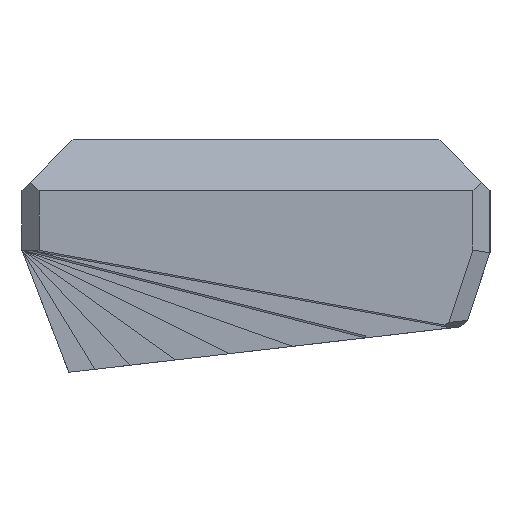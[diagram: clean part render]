
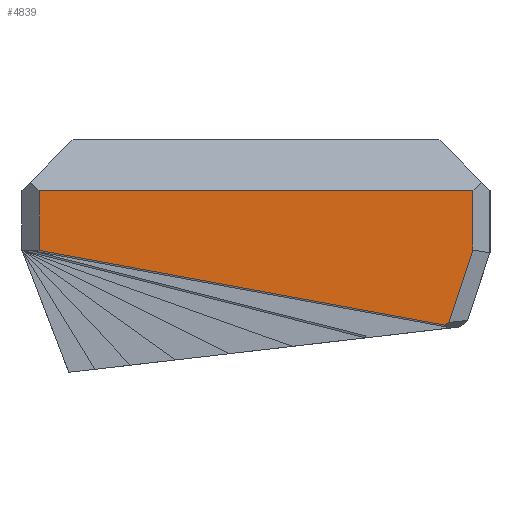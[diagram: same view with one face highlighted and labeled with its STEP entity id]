
A CAD part, left-side view. The second image highlights one B-rep face of the part: STEP entity #4839.
In plain terms, the highlighted planar face has unit normal (-1, 0, 0).
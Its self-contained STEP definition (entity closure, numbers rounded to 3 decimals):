
#413=FACE_OUTER_BOUND('',#686,.T.);
#686=EDGE_LOOP('',(#4184,#4185,#4186,#4187,#4188,#4189));
#1057=LINE('',#7433,#1638);
#1259=LINE('',#7910,#1840);
#1261=LINE('',#7914,#1842);
#1262=LINE('',#7916,#1843);
#1263=LINE('',#7918,#1844);
#1264=LINE('',#7919,#1845);
#1638=VECTOR('',#5934,10.);
#1840=VECTOR('',#6386,10.);
#1842=VECTOR('',#6390,10.);
#1843=VECTOR('',#6391,10.);
#1844=VECTOR('',#6392,10.);
#1845=VECTOR('',#6393,10.);
#2188=VERTEX_POINT('',#7430);
#2189=VERTEX_POINT('',#7432);
#2339=VERTEX_POINT('',#7909);
#2340=VERTEX_POINT('',#7913);
#2341=VERTEX_POINT('',#7915);
#2342=VERTEX_POINT('',#7917);
#2751=EDGE_CURVE('',#2188,#2189,#1057,.T.);
#2993=EDGE_CURVE('',#2339,#2189,#1259,.T.);
#2995=EDGE_CURVE('',#2340,#2188,#1261,.T.);
#2996=EDGE_CURVE('',#2341,#2340,#1262,.T.);
#2997=EDGE_CURVE('',#2342,#2341,#1263,.T.);
#2998=EDGE_CURVE('',#2339,#2342,#1264,.T.);
#4184=ORIENTED_EDGE('',*,*,#2751,.F.);
#4185=ORIENTED_EDGE('',*,*,#2995,.F.);
#4186=ORIENTED_EDGE('',*,*,#2996,.F.);
#4187=ORIENTED_EDGE('',*,*,#2997,.F.);
#4188=ORIENTED_EDGE('',*,*,#2998,.F.);
#4189=ORIENTED_EDGE('',*,*,#2993,.T.);
#4590=PLANE('',#5201);
#4839=ADVANCED_FACE('',(#413),#4590,.T.);
#5201=AXIS2_PLACEMENT_3D('',#7912,#6388,#6389);
#5934=DIRECTION('',(0.,0.84,-0.543));
#6386=DIRECTION('',(0.,-0.983,-0.181));
#6388=DIRECTION('center_axis',(-1.,0.,0.));
#6389=DIRECTION('ref_axis',(0.,-1.,0.));
#6390=DIRECTION('',(0.,0.315,-0.949));
#6391=DIRECTION('',(0.,0.,-1.));
#6392=DIRECTION('',(0.,-1.,0.));
#6393=DIRECTION('',(0.,0.,1.));
#7430=CARTESIAN_POINT('',(-3.5,4.83,-14.495));
#7432=CARTESIAN_POINT('',(-3.5,5.305,-14.802));
#7433=CARTESIAN_POINT('',(-3.5,23.922,-26.84));
#7909=CARTESIAN_POINT('',(-3.5,53.05,-6.02));
#7910=CARTESIAN_POINT('',(-3.5,55.537,-5.562));
#7912=CARTESIAN_POINT('Origin',(-3.5,55.05,0.));
#7913=CARTESIAN_POINT('',(-3.5,2.,-5.977));
#7914=CARTESIAN_POINT('',(-3.5,5.126,-15.388));
#7915=CARTESIAN_POINT('',(-3.5,2.,1.));
#7916=CARTESIAN_POINT('',(-3.5,2.,0.));
#7917=CARTESIAN_POINT('',(-3.5,53.05,1.));
#7918=CARTESIAN_POINT('',(-3.5,41.288,1.));
#7919=CARTESIAN_POINT('',(-3.5,53.05,0.));
